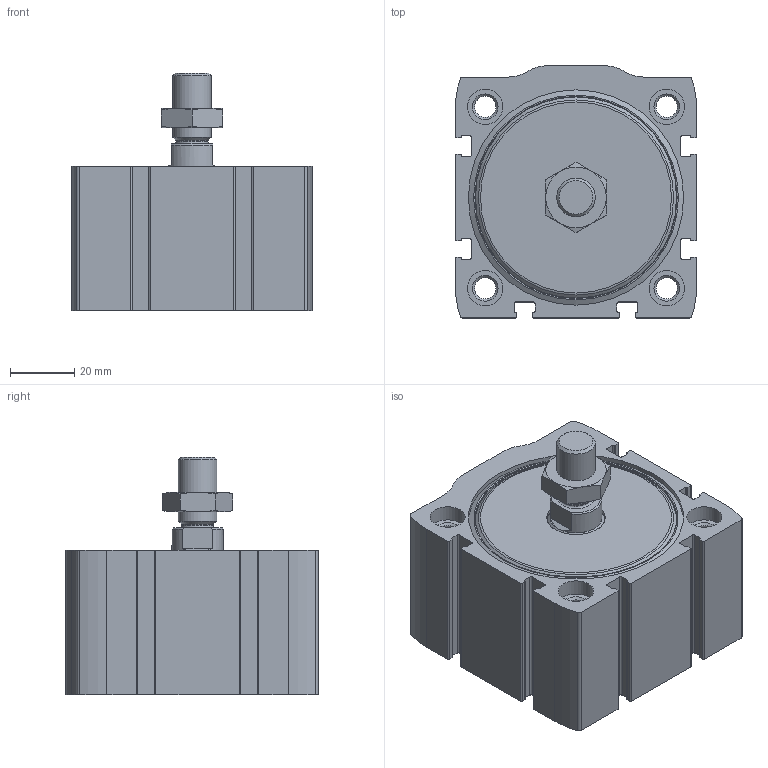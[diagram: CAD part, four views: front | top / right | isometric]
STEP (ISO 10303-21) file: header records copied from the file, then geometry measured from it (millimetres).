
FILE_DESCRIPTION(/* description */ ('STEP AP214'),/* implementation_level */ '2;1');
FILE_NAME(/* name */ '8142928_ADN-S-63-10-A-P-A-F1A',/* time_stamp */ '2024-08-01T19:56:54+02:00',/* author */ ('License CC BY-ND 4.0'),/* organization */ ('CADENAS'),/* preprocessor_version */ 'ST-DEVELOPER v19.3',/* originating_system */ 'PARTsolutions',/* authorisation */ ' ');
FILE_SCHEMA (('AUTOMOTIVE_DESIGN {1 0 10303 214 3 1 1}'));
Length unit declared in the file: millimetre
Products named in the file (4): 8142928 ADN-S-63-10-A-P-A-F1A---(0_high); 8084715 ADN-S-63-10-A-P-A---(high_H); 8084715 ADN-S-63-10-A-P-A---(high_P); DIN-439-B - M12x1.25(F)
Assembly tree (3 placements, depth 2):
  8142928 ADN-S-63-10-A-P-A-F1A---(0_high)
    8084715 ADN-S-63-10-A-P-A---(high_H)
    8084715 ADN-S-63-10-A-P-A---(high_P)
    DIN-439-B - M12x1.25(F)
Bounding box: 75 x 78.5 x 74 mm (x, y, z)
Volume: 214012.9 mm3; surface area: 54290.9 mm2
Topology: 3 solids, 3 shells, 199 faces, 503 edges, 327 vertices
Faces by surface type: plane 87, cylinder 83, cone 23, torus 6
Full cylindrical faces by diameter (mm): 6.647 x4, 8.566 x2, 9.8 x1, 10.647 x1, 11 x8, 12 x1, 16 x2, 18.1 x1, 63 x2, 67 x1
Entity records: 5887 total; most frequent: DIRECTION 1038, CARTESIAN_POINT 1037, ORIENTED_EDGE 900, EDGE_CURVE 450, AXIS2_PLACEMENT_3D 401, VERTEX_POINT 324, EDGE_LOOP 276, FACE_BOUND 276
